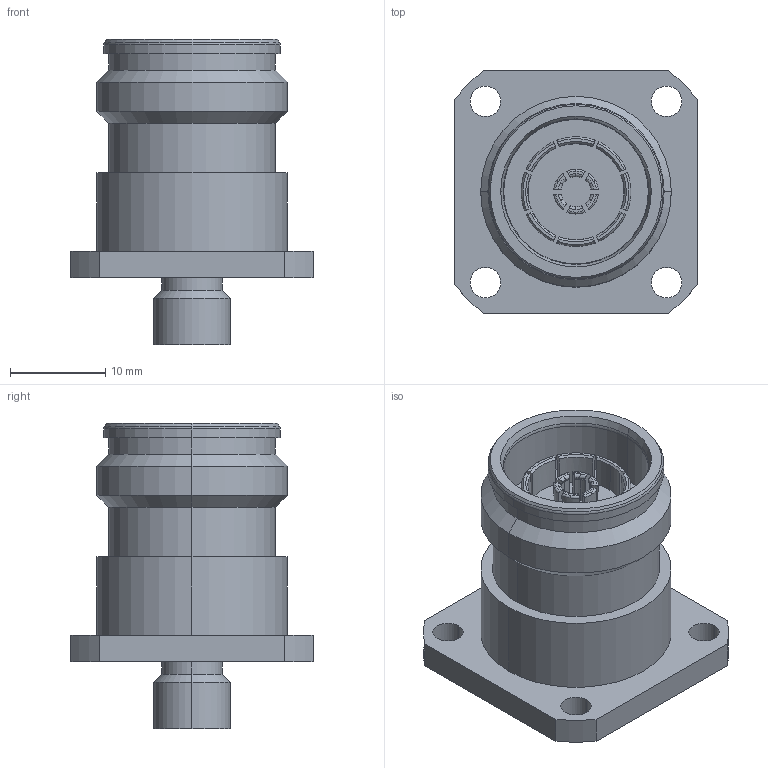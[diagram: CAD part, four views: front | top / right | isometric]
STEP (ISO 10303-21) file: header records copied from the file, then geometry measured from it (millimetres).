
FILE_DESCRIPTION (( 'STEP AP214' ), '1' );
FILE_NAME ('J01441A0003.STEP', '2015-12-08T12:21:54', ( '' ), ( '' ), 'SwSTEP 2.0', 'SolidWorks 2015', '' );
FILE_SCHEMA (( 'AUTOMOTIVE_DESIGN' ));
Length unit declared in the file: millimetre
Products named in the file (1): J01441A0003
Bounding box: 25.4 x 25.4 x 32 mm (x, y, z)
Volume: 7114.2 mm3; surface area: 3936.1 mm2
Topology: 1 solids, 1 shells, 210 faces, 514 edges, 328 vertices
Faces by surface type: cylinder 64, plane 56, torus 48, cone 42
Entity records: 8821 total; most frequent: CARTESIAN_POINT 1571, DIRECTION 1054, ORIENTED_EDGE 1028, EDGE_CURVE 514, AXIS2_PLACEMENT_3D 439, VERTEX_POINT 328, EDGE_LOOP 240, CIRCLE 228
